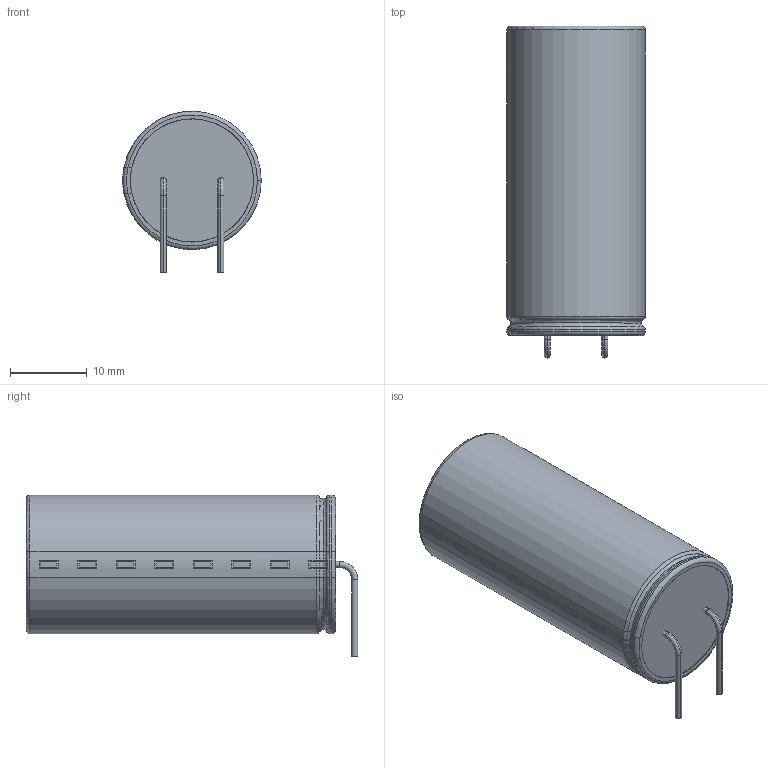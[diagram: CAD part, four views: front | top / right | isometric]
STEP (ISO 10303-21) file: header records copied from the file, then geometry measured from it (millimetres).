
FILE_DESCRIPTION (( 'STEP AP214' ), '1' );
FILE_NAME ('CAP_pol_DIP_D18x40mm_hor.STEP', '2023-06-02T11:13:35', ( 'Elessar' ), ( '' ), 'SwSTEP 2.0', 'SolidWorks 2018', '' );
FILE_SCHEMA (( 'AUTOMOTIVE_DESIGN' ));
Length unit declared in the file: millimetre
Products named in the file (1): CAP_pol_DIP_D18x40mm_hor
Bounding box: 18 x 43.1 x 21 mm (x, y, z)
Volume: 10174.2 mm3; surface area: 2860.6 mm2
Topology: 3 solids, 3 shells, 78 faces, 191 edges, 133 vertices
Faces by surface type: torus 34, cylinder 34, plane 10
Entity records: 3007 total; most frequent: CARTESIAN_POINT 533, DIRECTION 434, ORIENTED_EDGE 382, EDGE_CURVE 191, AXIS2_PLACEMENT_3D 190, VERTEX_POINT 133, CIRCLE 111, EDGE_LOOP 92
